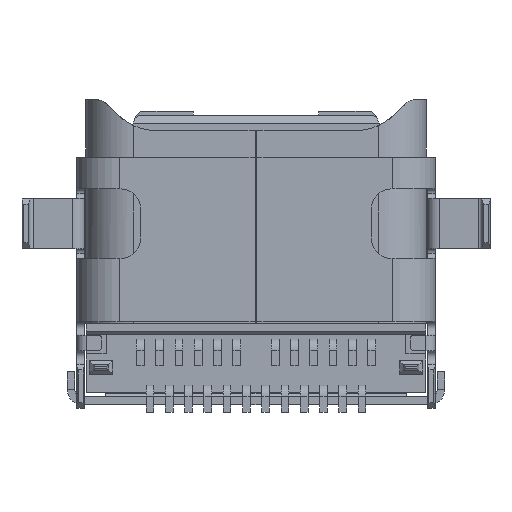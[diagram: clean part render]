
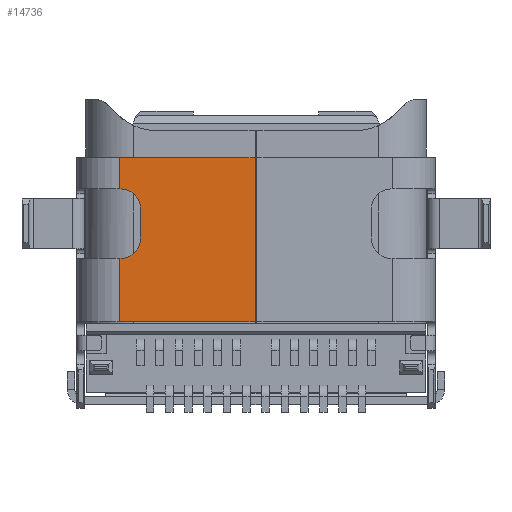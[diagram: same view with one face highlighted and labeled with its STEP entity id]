
A CAD part, front view. The second image highlights one B-rep face of the part: STEP entity #14736.
In plain terms, the highlighted planar face has unit normal (0, -1, 0).
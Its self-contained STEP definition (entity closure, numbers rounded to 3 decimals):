
#153 = CARTESIAN_POINT ( 'NONE',  ( -0.025, -1.8, -15.772 ) ) ;
#157 = CARTESIAN_POINT ( 'NONE',  ( -3.55, -1.8, -5.75 ) ) ;
#898 = CARTESIAN_POINT ( 'NONE',  ( -3.55, -1.8, -1.5 ) ) ;
#1061 = VERTEX_POINT ( 'NONE', #26492 ) ;
#1204 = VECTOR ( 'NONE', #28892, 1000. ) ;
#1400 = PLANE ( 'NONE',  #29201 ) ;
#2074 = ORIENTED_EDGE ( 'NONE', *, *, #12640, .T. ) ;
#2519 = LINE ( 'NONE', #153, #19956 ) ;
#2875 = ORIENTED_EDGE ( 'NONE', *, *, #23936, .F. ) ;
#3327 = VECTOR ( 'NONE', #14992, 1000. ) ;
#3367 = VECTOR ( 'NONE', #9320, 1000. ) ;
#3581 = CARTESIAN_POINT ( 'NONE',  ( -0.025, -1.8, -5.75 ) ) ;
#3865 = LINE ( 'NONE', #6410, #3367 ) ;
#4192 = DIRECTION ( 'NONE',  ( -1., 0., 0. ) ) ;
#4806 = LINE ( 'NONE', #32665, #1204 ) ;
#5192 = LINE ( 'NONE', #22100, #10574 ) ;
#5538 = VERTEX_POINT ( 'NONE', #898 ) ;
#5780 = DIRECTION ( 'NONE',  ( 0., 0., 1. ) ) ;
#5829 = CIRCLE ( 'NONE', #19765, 0.5 ) ;
#6278 = ORIENTED_EDGE ( 'NONE', *, *, #9823, .F. ) ;
#6410 = CARTESIAN_POINT ( 'NONE',  ( -3.55, -1.8, -15.772 ) ) ;
#6606 = ORIENTED_EDGE ( 'NONE', *, *, #25600, .T. ) ;
#7369 = DIRECTION ( 'NONE',  ( 0., 0., -1. ) ) ;
#7454 = ORIENTED_EDGE ( 'NONE', *, *, #34359, .F. ) ;
#8610 = EDGE_LOOP ( 'NONE', ( #7454, #6278, #2074, #16596, #16338, #6606, #9240, #20742, #18986, #2875 ) ) ;
#8964 = VERTEX_POINT ( 'NONE', #35141 ) ;
#9117 = CARTESIAN_POINT ( 'NONE',  ( -3.5, -1.8, -3.61 ) ) ;
#9240 = ORIENTED_EDGE ( 'NONE', *, *, #18546, .F. ) ;
#9320 = DIRECTION ( 'NONE',  ( 0., 0., 1. ) ) ;
#9823 = EDGE_CURVE ( 'NONE', #32785, #1061, #15375, .T. ) ;
#10574 = VECTOR ( 'NONE', #7369, 1000. ) ;
#11676 = DIRECTION ( 'NONE',  ( 0., 1., 0. ) ) ;
#12265 = LINE ( 'NONE', #12608, #3327 ) ;
#12453 = CARTESIAN_POINT ( 'NONE',  ( -3.5, -1.8, -2.31 ) ) ;
#12592 = VERTEX_POINT ( 'NONE', #21863 ) ;
#12608 = CARTESIAN_POINT ( 'NONE',  ( -3.55, -1.8, -15.772 ) ) ;
#12631 = DIRECTION ( 'NONE',  ( -1., 0., 0. ) ) ;
#12640 = EDGE_CURVE ( 'NONE', #32785, #15850, #5829, .T. ) ;
#12644 = DIRECTION ( 'NONE',  ( 1., 0., 0. ) ) ;
#12839 = CARTESIAN_POINT ( 'NONE',  ( -3.55, -1.8, -15.772 ) ) ;
#13096 = VECTOR ( 'NONE', #12631, 1000. ) ;
#13448 = VERTEX_POINT ( 'NONE', #3581 ) ;
#13788 = VERTEX_POINT ( 'NONE', #27201 ) ;
#14736 = ADVANCED_FACE ( 'NONE', ( #17745 ), #1400, .T. ) ;
#14941 = EDGE_CURVE ( 'NONE', #15850, #12592, #5192, .T. ) ;
#14992 = DIRECTION ( 'NONE',  ( 0., 0., 1. ) ) ;
#15375 = LINE ( 'NONE', #21361, #13096 ) ;
#15850 = VERTEX_POINT ( 'NONE', #24071 ) ;
#16338 = ORIENTED_EDGE ( 'NONE', *, *, #22796, .T. ) ;
#16428 = EDGE_CURVE ( 'NONE', #13448, #30498, #2519, .T. ) ;
#16596 = ORIENTED_EDGE ( 'NONE', *, *, #14941, .T. ) ;
#16871 = DIRECTION ( 'NONE',  ( -1., 0., 0. ) ) ;
#17745 = FACE_OUTER_BOUND ( 'NONE', #8610, .T. ) ;
#18546 = EDGE_CURVE ( 'NONE', #21963, #8964, #3865, .T. ) ;
#18986 = ORIENTED_EDGE ( 'NONE', *, *, #16428, .T. ) ;
#19765 = AXIS2_PLACEMENT_3D ( 'NONE', #25883, #11676, #22776 ) ;
#19857 = DIRECTION ( 'NONE',  ( 0., 1., 0. ) ) ;
#19956 = VECTOR ( 'NONE', #5780, 1000. ) ;
#20206 = DIRECTION ( 'NONE',  ( 1., 0., 0. ) ) ;
#20742 = ORIENTED_EDGE ( 'NONE', *, *, #28973, .F. ) ;
#21361 = CARTESIAN_POINT ( 'NONE',  ( -3., -1.8, -2.31 ) ) ;
#21445 = AXIS2_PLACEMENT_3D ( 'NONE', #9117, #19857, #20206 ) ;
#21525 = VECTOR ( 'NONE', #16871, 1000. ) ;
#21863 = CARTESIAN_POINT ( 'NONE',  ( -3., -1.8, -3.61 ) ) ;
#21963 = VERTEX_POINT ( 'NONE', #33980 ) ;
#22100 = CARTESIAN_POINT ( 'NONE',  ( -3., -1.8, -2.31 ) ) ;
#22776 = DIRECTION ( 'NONE',  ( 1., 0., 0. ) ) ;
#22796 = EDGE_CURVE ( 'NONE', #12592, #13788, #26669, .T. ) ;
#23934 = DIRECTION ( 'NONE',  ( 0., -1., 0. ) ) ;
#23936 = EDGE_CURVE ( 'NONE', #5538, #30498, #4806, .T. ) ;
#24071 = CARTESIAN_POINT ( 'NONE',  ( -3., -1.8, -2.81 ) ) ;
#24465 = VECTOR ( 'NONE', #4192, 1000. ) ;
#25600 = EDGE_CURVE ( 'NONE', #13788, #8964, #32396, .T. ) ;
#25883 = CARTESIAN_POINT ( 'NONE',  ( -3.5, -1.8, -2.81 ) ) ;
#26492 = CARTESIAN_POINT ( 'NONE',  ( -3.55, -1.8, -2.31 ) ) ;
#26669 = CIRCLE ( 'NONE', #21445, 0.5 ) ;
#27201 = CARTESIAN_POINT ( 'NONE',  ( -3.5, -1.8, -4.11 ) ) ;
#28892 = DIRECTION ( 'NONE',  ( 1., 0., 0. ) ) ;
#28973 = EDGE_CURVE ( 'NONE', #13448, #21963, #30565, .T. ) ;
#29134 = CARTESIAN_POINT ( 'NONE',  ( -3., -1.8, -4.11 ) ) ;
#29201 = AXIS2_PLACEMENT_3D ( 'NONE', #12839, #23934, #12644 ) ;
#30498 = VERTEX_POINT ( 'NONE', #32962 ) ;
#30565 = LINE ( 'NONE', #157, #21525 ) ;
#32396 = LINE ( 'NONE', #29134, #24465 ) ;
#32665 = CARTESIAN_POINT ( 'NONE',  ( -3.55, -1.8, -1.5 ) ) ;
#32785 = VERTEX_POINT ( 'NONE', #12453 ) ;
#32962 = CARTESIAN_POINT ( 'NONE',  ( -0.025, -1.8, -1.5 ) ) ;
#33980 = CARTESIAN_POINT ( 'NONE',  ( -3.55, -1.8, -5.75 ) ) ;
#34359 = EDGE_CURVE ( 'NONE', #1061, #5538, #12265, .T. ) ;
#35141 = CARTESIAN_POINT ( 'NONE',  ( -3.55, -1.8, -4.11 ) ) ;
